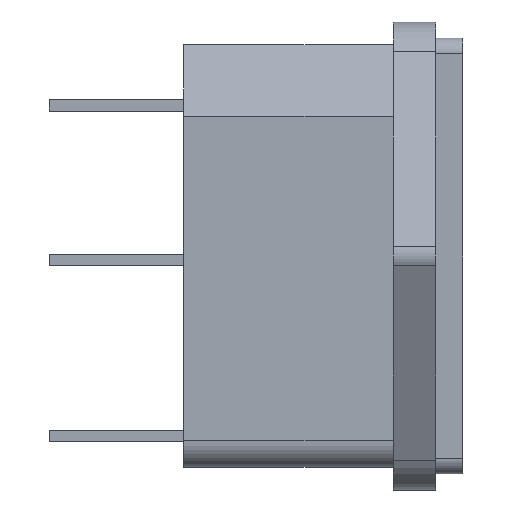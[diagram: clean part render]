
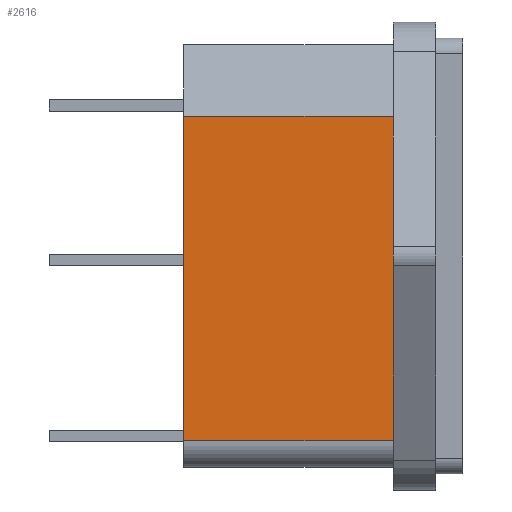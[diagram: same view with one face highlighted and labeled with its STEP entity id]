
A CAD part, left-side view. The second image highlights one B-rep face of the part: STEP entity #2616.
In plain terms, the highlighted planar face has unit normal (-1, 0, 0).
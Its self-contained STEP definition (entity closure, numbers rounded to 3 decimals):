
#825 = PLANE('',#826);
#826 = AXIS2_PLACEMENT_3D('',#827,#828,#829);
#827 = CARTESIAN_POINT('',(0.,0.,
    0.));
#828 = DIRECTION('',(0.,1.,0.));
#829 = DIRECTION('',(0.,0.,1.));
#2012 = VERTEX_POINT('',#2013);
#2013 = CARTESIAN_POINT('',(-13.315,0.,9.885));
#2027 = PLANE('',#2028);
#2028 = AXIS2_PLACEMENT_3D('',#2029,#2030,#2031);
#2029 = CARTESIAN_POINT('',(-13.315,0.,9.885));
#2030 = DIRECTION('',(0.707,0.,-0.707
    ));
#2031 = DIRECTION('',(0.707,0.,0.707)
  );
#2039 = EDGE_CURVE('',#2040,#2012,#2042,.T.);
#2040 = VERTEX_POINT('',#2041);
#2041 = CARTESIAN_POINT('',(-13.315,0.,-13.083)
  );
#2042 = SURFACE_CURVE('',#2043,(#2047,#2054),.PCURVE_S1.);
#2043 = LINE('',#2044,#2045);
#2044 = CARTESIAN_POINT('',(-13.315,0.,-13.083)
  );
#2045 = VECTOR('',#2046,1.);
#2046 = DIRECTION('',(0.,0.,1.));
#2047 = PCURVE('',#825,#2048);
#2048 = DEFINITIONAL_REPRESENTATION('',(#2049),#2053);
#2049 = LINE('',#2050,#2051);
#2050 = CARTESIAN_POINT('',(-13.083,-13.315));
#2051 = VECTOR('',#2052,1.);
#2052 = DIRECTION('',(1.,0.));
#2053 = ( GEOMETRIC_REPRESENTATION_CONTEXT(2) 
PARAMETRIC_REPRESENTATION_CONTEXT() REPRESENTATION_CONTEXT('2D SPACE',''
  ) );
#2054 = PCURVE('',#2055,#2060);
#2055 = PLANE('',#2056);
#2056 = AXIS2_PLACEMENT_3D('',#2057,#2058,#2059);
#2057 = CARTESIAN_POINT('',(-13.315,0.,-13.083)
  );
#2058 = DIRECTION('',(1.,0.,0.));
#2059 = DIRECTION('',(0.,0.,1.));
#2060 = DEFINITIONAL_REPRESENTATION('',(#2061),#2065);
#2061 = LINE('',#2062,#2063);
#2062 = CARTESIAN_POINT('',(0.,0.));
#2063 = VECTOR('',#2064,1.);
#2064 = DIRECTION('',(1.,0.));
#2065 = ( GEOMETRIC_REPRESENTATION_CONTEXT(2) 
PARAMETRIC_REPRESENTATION_CONTEXT() REPRESENTATION_CONTEXT('2D SPACE',''
  ) );
#2084 = CYLINDRICAL_SURFACE('',#2085,1.867);
#2085 = AXIS2_PLACEMENT_3D('',#2086,#2087,#2088);
#2086 = CARTESIAN_POINT('',(-11.448,0.,
    -13.083));
#2087 = DIRECTION('',(0.,-1.,0.));
#2088 = DIRECTION('',(1.,0.,0.));
#2434 = PLANE('',#2435);
#2435 = AXIS2_PLACEMENT_3D('',#2436,#2437,#2438);
#2436 = CARTESIAN_POINT('',(0.,14.83,-0.7));
#2437 = DIRECTION('',(0.,1.,0.));
#2438 = DIRECTION('',(0.,0.,1.));
#2572 = VERTEX_POINT('',#2573);
#2573 = CARTESIAN_POINT('',(-13.315,14.83,-13.083));
#2595 = EDGE_CURVE('',#2040,#2572,#2596,.T.);
#2596 = SURFACE_CURVE('',#2597,(#2601,#2608),.PCURVE_S1.);
#2597 = LINE('',#2598,#2599);
#2598 = CARTESIAN_POINT('',(-13.315,0.,-13.083)
  );
#2599 = VECTOR('',#2600,1.);
#2600 = DIRECTION('',(0.,1.,0.));
#2601 = PCURVE('',#2084,#2602);
#2602 = DEFINITIONAL_REPRESENTATION('',(#2603),#2607);
#2603 = LINE('',#2604,#2605);
#2604 = CARTESIAN_POINT('',(-3.142,0.));
#2605 = VECTOR('',#2606,1.);
#2606 = DIRECTION('',(-0.,-1.));
#2607 = ( GEOMETRIC_REPRESENTATION_CONTEXT(2) 
PARAMETRIC_REPRESENTATION_CONTEXT() REPRESENTATION_CONTEXT('2D SPACE',''
  ) );
#2608 = PCURVE('',#2055,#2609);
#2609 = DEFINITIONAL_REPRESENTATION('',(#2610),#2614);
#2610 = LINE('',#2611,#2612);
#2611 = CARTESIAN_POINT('',(0.,0.));
#2612 = VECTOR('',#2613,1.);
#2613 = DIRECTION('',(0.,-1.));
#2614 = ( GEOMETRIC_REPRESENTATION_CONTEXT(2) 
PARAMETRIC_REPRESENTATION_CONTEXT() REPRESENTATION_CONTEXT('2D SPACE',''
  ) );
#2616 = ADVANCED_FACE('',(#2617),#2055,.F.);
#2617 = FACE_BOUND('',#2618,.F.);
#2618 = EDGE_LOOP('',(#2619,#2620,#2643,#2664));
#2619 = ORIENTED_EDGE('',*,*,#2595,.T.);
#2620 = ORIENTED_EDGE('',*,*,#2621,.T.);
#2621 = EDGE_CURVE('',#2572,#2622,#2624,.T.);
#2622 = VERTEX_POINT('',#2623);
#2623 = CARTESIAN_POINT('',(-13.315,14.83,9.885));
#2624 = SURFACE_CURVE('',#2625,(#2629,#2636),.PCURVE_S1.);
#2625 = LINE('',#2626,#2627);
#2626 = CARTESIAN_POINT('',(-13.315,14.83,-13.083));
#2627 = VECTOR('',#2628,1.);
#2628 = DIRECTION('',(0.,0.,1.));
#2629 = PCURVE('',#2055,#2630);
#2630 = DEFINITIONAL_REPRESENTATION('',(#2631),#2635);
#2631 = LINE('',#2632,#2633);
#2632 = CARTESIAN_POINT('',(0.,-14.83));
#2633 = VECTOR('',#2634,1.);
#2634 = DIRECTION('',(1.,0.));
#2635 = ( GEOMETRIC_REPRESENTATION_CONTEXT(2) 
PARAMETRIC_REPRESENTATION_CONTEXT() REPRESENTATION_CONTEXT('2D SPACE',''
  ) );
#2636 = PCURVE('',#2434,#2637);
#2637 = DEFINITIONAL_REPRESENTATION('',(#2638),#2642);
#2638 = LINE('',#2639,#2640);
#2639 = CARTESIAN_POINT('',(-12.384,-13.315));
#2640 = VECTOR('',#2641,1.);
#2641 = DIRECTION('',(1.,0.));
#2642 = ( GEOMETRIC_REPRESENTATION_CONTEXT(2) 
PARAMETRIC_REPRESENTATION_CONTEXT() REPRESENTATION_CONTEXT('2D SPACE',''
  ) );
#2643 = ORIENTED_EDGE('',*,*,#2644,.F.);
#2644 = EDGE_CURVE('',#2012,#2622,#2645,.T.);
#2645 = SURFACE_CURVE('',#2646,(#2650,#2657),.PCURVE_S1.);
#2646 = LINE('',#2647,#2648);
#2647 = CARTESIAN_POINT('',(-13.315,0.,9.885));
#2648 = VECTOR('',#2649,1.);
#2649 = DIRECTION('',(0.,1.,0.));
#2650 = PCURVE('',#2055,#2651);
#2651 = DEFINITIONAL_REPRESENTATION('',(#2652),#2656);
#2652 = LINE('',#2653,#2654);
#2653 = CARTESIAN_POINT('',(22.968,0.));
#2654 = VECTOR('',#2655,1.);
#2655 = DIRECTION('',(0.,-1.));
#2656 = ( GEOMETRIC_REPRESENTATION_CONTEXT(2) 
PARAMETRIC_REPRESENTATION_CONTEXT() REPRESENTATION_CONTEXT('2D SPACE',''
  ) );
#2657 = PCURVE('',#2027,#2658);
#2658 = DEFINITIONAL_REPRESENTATION('',(#2659),#2663);
#2659 = LINE('',#2660,#2661);
#2660 = CARTESIAN_POINT('',(0.,0.));
#2661 = VECTOR('',#2662,1.);
#2662 = DIRECTION('',(0.,-1.));
#2663 = ( GEOMETRIC_REPRESENTATION_CONTEXT(2) 
PARAMETRIC_REPRESENTATION_CONTEXT() REPRESENTATION_CONTEXT('2D SPACE',''
  ) );
#2664 = ORIENTED_EDGE('',*,*,#2039,.F.);
